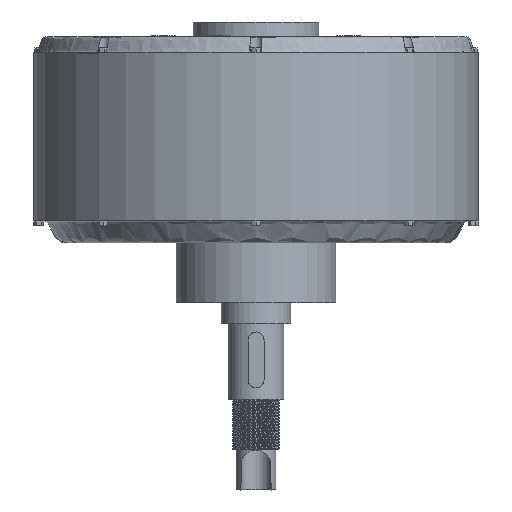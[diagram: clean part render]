
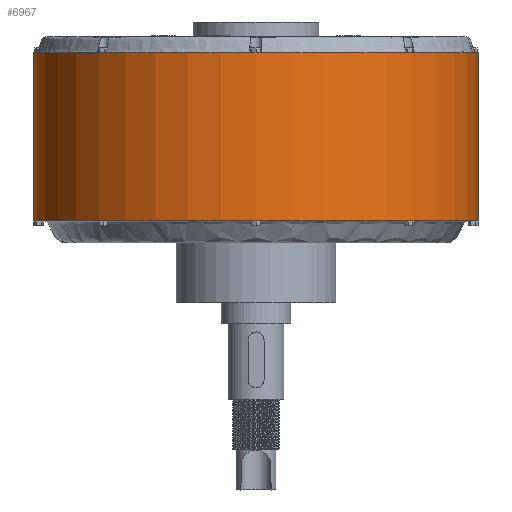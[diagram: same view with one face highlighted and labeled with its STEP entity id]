
A CAD part, front view. The second image highlights one B-rep face of the part: STEP entity #6967.
In plain terms, the highlighted cylindrical face has radius 111 mm (diameter 222 mm), a full revolution.
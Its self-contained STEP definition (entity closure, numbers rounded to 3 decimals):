
#626=FACE_OUTER_BOUND('',#1052,.T.);
#1052=EDGE_LOOP('',(#6283,#6284,#6285,#6286,#6287,#6288,#6289,#6290,#6291,
#6292,#6293,#6294,#6295,#6296,#6297,#6298,#6299,#6300));
#1114=CIRCLE('',#7212,111.);
#1117=CIRCLE('',#7216,111.);
#1118=CIRCLE('',#7225,111.);
#1121=CIRCLE('',#7229,111.);
#1123=CIRCLE('',#7239,111.);
#1124=CIRCLE('',#7241,111.);
#1126=CIRCLE('',#7251,111.);
#1128=CIRCLE('',#7261,111.);
#1138=CIRCLE('',#7364,111.);
#1140=CIRCLE('',#7366,111.);
#1142=CIRCLE('',#7368,111.);
#1145=CIRCLE('',#7371,111.);
#1147=CIRCLE('',#7373,111.);
#1149=CIRCLE('',#7375,111.);
#1151=CIRCLE('',#7377,111.);
#1152=CIRCLE('',#7378,111.);
#2099=LINE('',#27330,#2589);
#2589=VECTOR('',#8927,111.);
#2988=VERTEX_POINT('',#15402);
#2991=VERTEX_POINT('',#15452);
#2995=VERTEX_POINT('',#15521);
#2999=VERTEX_POINT('',#15586);
#3002=VERTEX_POINT('',#15636);
#3005=VERTEX_POINT('',#15658);
#3009=VERTEX_POINT('',#15711);
#3018=VERTEX_POINT('',#15779);
#3022=VERTEX_POINT('',#15795);
#3029=VERTEX_POINT('',#15811);
#3038=VERTEX_POINT('',#15836);
#3042=VERTEX_POINT('',#15852);
#3049=VERTEX_POINT('',#15868);
#3060=VERTEX_POINT('',#15899);
#3065=VERTEX_POINT('',#15915);
#3205=VERTEX_POINT('',#16665);
#3822=EDGE_CURVE('',#3018,#3022,#1114,.T.);
#3831=EDGE_CURVE('',#3029,#3018,#1117,.T.);
#3850=EDGE_CURVE('',#3038,#3042,#1118,.T.);
#3859=EDGE_CURVE('',#3049,#3038,#1121,.T.);
#3882=EDGE_CURVE('',#3065,#3060,#1123,.T.);
#3883=EDGE_CURVE('',#3060,#3029,#1124,.T.);
#3903=EDGE_CURVE('',#3042,#3065,#1126,.T.);
#3923=EDGE_CURVE('',#3022,#3049,#1128,.T.);
#4128=EDGE_CURVE('',#2988,#2991,#1138,.T.);
#4130=EDGE_CURVE('',#2995,#3009,#1140,.T.);
#4132=EDGE_CURVE('',#3205,#2995,#1142,.T.);
#4135=EDGE_CURVE('',#2999,#2988,#1145,.T.);
#4137=EDGE_CURVE('',#3009,#2999,#1147,.T.);
#4139=EDGE_CURVE('',#3002,#3205,#1149,.T.);
#4141=EDGE_CURVE('',#3005,#3002,#1151,.T.);
#4142=EDGE_CURVE('',#2991,#3005,#1152,.T.);
#4279=EDGE_CURVE('',#3060,#3005,#2099,.T.);
#6283=ORIENTED_EDGE('',*,*,#3859,.F.);
#6284=ORIENTED_EDGE('',*,*,#3923,.F.);
#6285=ORIENTED_EDGE('',*,*,#3822,.F.);
#6286=ORIENTED_EDGE('',*,*,#3831,.F.);
#6287=ORIENTED_EDGE('',*,*,#3883,.F.);
#6288=ORIENTED_EDGE('',*,*,#4279,.T.);
#6289=ORIENTED_EDGE('',*,*,#4141,.T.);
#6290=ORIENTED_EDGE('',*,*,#4139,.T.);
#6291=ORIENTED_EDGE('',*,*,#4132,.T.);
#6292=ORIENTED_EDGE('',*,*,#4130,.T.);
#6293=ORIENTED_EDGE('',*,*,#4137,.T.);
#6294=ORIENTED_EDGE('',*,*,#4135,.T.);
#6295=ORIENTED_EDGE('',*,*,#4128,.T.);
#6296=ORIENTED_EDGE('',*,*,#4142,.T.);
#6297=ORIENTED_EDGE('',*,*,#4279,.F.);
#6298=ORIENTED_EDGE('',*,*,#3882,.F.);
#6299=ORIENTED_EDGE('',*,*,#3903,.F.);
#6300=ORIENTED_EDGE('',*,*,#3850,.F.);
#6572=CYLINDRICAL_SURFACE('',#7468,111.);
#6967=ADVANCED_FACE('',(#626),#6572,.T.);
#7212=AXIS2_PLACEMENT_3D('',#15796,#8115,#8116);
#7216=AXIS2_PLACEMENT_3D('',#15813,#8129,#8130);
#7225=AXIS2_PLACEMENT_3D('',#15853,#8165,#8166);
#7229=AXIS2_PLACEMENT_3D('',#15870,#8179,#8180);
#7239=AXIS2_PLACEMENT_3D('',#15917,#8220,#8221);
#7241=AXIS2_PLACEMENT_3D('',#15919,#8224,#8225);
#7251=AXIS2_PLACEMENT_3D('',#15957,#8262,#8263);
#7261=AXIS2_PLACEMENT_3D('',#15995,#8300,#8301);
#7364=AXIS2_PLACEMENT_3D('',#16890,#8689,#8690);
#7366=AXIS2_PLACEMENT_3D('',#16982,#8693,#8694);
#7368=AXIS2_PLACEMENT_3D('',#17074,#8697,#8698);
#7371=AXIS2_PLACEMENT_3D('',#17167,#8703,#8704);
#7373=AXIS2_PLACEMENT_3D('',#17259,#8707,#8708);
#7375=AXIS2_PLACEMENT_3D('',#17351,#8711,#8712);
#7377=AXIS2_PLACEMENT_3D('',#17443,#8715,#8716);
#7378=AXIS2_PLACEMENT_3D('',#17534,#8717,#8718);
#7468=AXIS2_PLACEMENT_3D('',#27329,#8925,#8926);
#8115=DIRECTION('center_axis',(0.,0.,-1.));
#8116=DIRECTION('ref_axis',(1.,0.,0.));
#8129=DIRECTION('center_axis',(0.,0.,-1.));
#8130=DIRECTION('ref_axis',(1.,0.,0.));
#8165=DIRECTION('center_axis',(0.,0.,-1.));
#8166=DIRECTION('ref_axis',(1.,0.,0.));
#8179=DIRECTION('center_axis',(0.,0.,-1.));
#8180=DIRECTION('ref_axis',(1.,0.,0.));
#8220=DIRECTION('center_axis',(0.,0.,-1.));
#8221=DIRECTION('ref_axis',(1.,0.,0.));
#8224=DIRECTION('center_axis',(0.,0.,-1.));
#8225=DIRECTION('ref_axis',(1.,0.,0.));
#8262=DIRECTION('center_axis',(0.,0.,-1.));
#8263=DIRECTION('ref_axis',(1.,0.,0.));
#8300=DIRECTION('center_axis',(0.,0.,-1.));
#8301=DIRECTION('ref_axis',(1.,0.,0.));
#8689=DIRECTION('center_axis',(0.,0.,-1.));
#8690=DIRECTION('ref_axis',(1.,0.,0.));
#8693=DIRECTION('center_axis',(0.,0.,-1.));
#8694=DIRECTION('ref_axis',(1.,0.,0.));
#8697=DIRECTION('center_axis',(0.,0.,-1.));
#8698=DIRECTION('ref_axis',(1.,0.,0.));
#8703=DIRECTION('center_axis',(0.,0.,-1.));
#8704=DIRECTION('ref_axis',(1.,0.,0.));
#8707=DIRECTION('center_axis',(0.,0.,-1.));
#8708=DIRECTION('ref_axis',(1.,0.,0.));
#8711=DIRECTION('center_axis',(0.,0.,-1.));
#8712=DIRECTION('ref_axis',(1.,0.,0.));
#8715=DIRECTION('center_axis',(0.,0.,-1.));
#8716=DIRECTION('ref_axis',(1.,0.,0.));
#8717=DIRECTION('center_axis',(0.,0.,-1.));
#8718=DIRECTION('ref_axis',(1.,0.,0.));
#8925=DIRECTION('center_axis',(0.,0.,-1.));
#8926=DIRECTION('ref_axis',(0.,1.,0.));
#8927=DIRECTION('',(0.,0.,1.));
#15402=CARTESIAN_POINT('',(111.,0.,-8.));
#15452=CARTESIAN_POINT('',(78.489,-78.489,-8.));
#15521=CARTESIAN_POINT('',(-78.489,78.489,-8.));
#15586=CARTESIAN_POINT('',(78.489,78.489,-8.));
#15636=CARTESIAN_POINT('',(-78.489,-78.489,-8.));
#15658=CARTESIAN_POINT('',(0.,-111.,-8.));
#15711=CARTESIAN_POINT('',(0.,111.,-8.));
#15779=CARTESIAN_POINT('',(-111.,0.,-92.));
#15795=CARTESIAN_POINT('',(-78.489,78.489,-92.));
#15796=CARTESIAN_POINT('Origin',(0.,0.,-92.));
#15811=CARTESIAN_POINT('',(-78.489,-78.489,-92.));
#15813=CARTESIAN_POINT('Origin',(0.,0.,-92.));
#15836=CARTESIAN_POINT('',(78.489,78.489,-92.));
#15852=CARTESIAN_POINT('',(111.,0.,-92.));
#15853=CARTESIAN_POINT('Origin',(0.,0.,-92.));
#15868=CARTESIAN_POINT('',(0.,111.,-92.));
#15870=CARTESIAN_POINT('Origin',(0.,0.,-92.));
#15899=CARTESIAN_POINT('',(0.,-111.,-92.));
#15915=CARTESIAN_POINT('',(78.489,-78.489,-92.));
#15917=CARTESIAN_POINT('Origin',(0.,0.,-92.));
#15919=CARTESIAN_POINT('Origin',(0.,0.,-92.));
#15957=CARTESIAN_POINT('Origin',(0.,0.,-92.));
#15995=CARTESIAN_POINT('Origin',(0.,0.,-92.));
#16665=CARTESIAN_POINT('',(-111.,0.,-8.));
#16890=CARTESIAN_POINT('Origin',(0.,0.,-8.));
#16982=CARTESIAN_POINT('Origin',(0.,0.,-8.));
#17074=CARTESIAN_POINT('Origin',(0.,0.,-8.));
#17167=CARTESIAN_POINT('Origin',(0.,0.,-8.));
#17259=CARTESIAN_POINT('Origin',(0.,0.,-8.));
#17351=CARTESIAN_POINT('Origin',(0.,0.,-8.));
#17443=CARTESIAN_POINT('Origin',(0.,0.,-8.));
#17534=CARTESIAN_POINT('Origin',(0.,0.,-8.));
#27329=CARTESIAN_POINT('Origin',(0.,0.,-50.));
#27330=CARTESIAN_POINT('',(0.,-111.,-50.));
